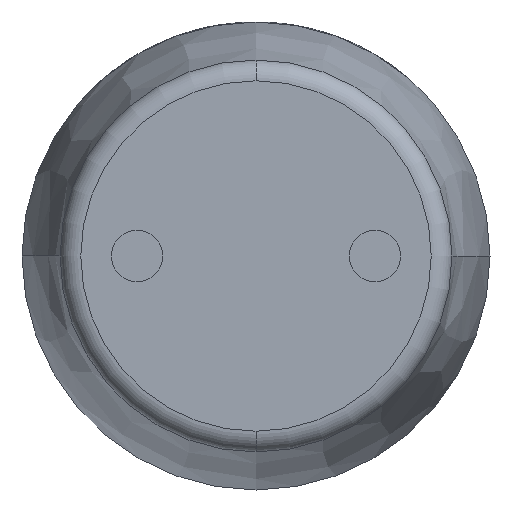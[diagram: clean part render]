
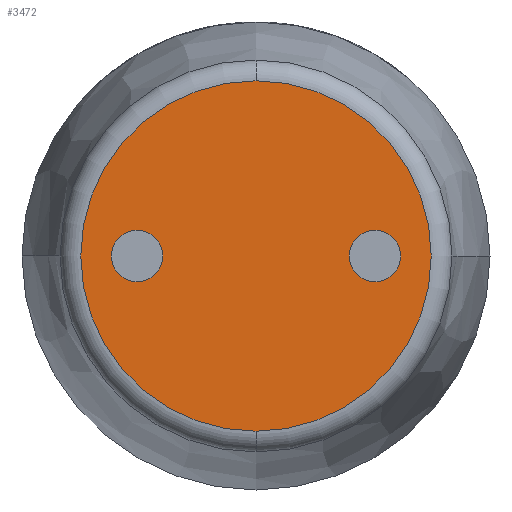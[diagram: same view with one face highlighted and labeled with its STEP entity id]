
A CAD part, front view. The second image highlights one B-rep face of the part: STEP entity #3472.
In plain terms, the highlighted planar face has unit normal (0, -1, 0).
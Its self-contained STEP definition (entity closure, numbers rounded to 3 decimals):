
#19 = VERTEX_POINT ( 'NONE', #2610 ) ;
#32 = FACE_BOUND ( 'NONE', #2642, .T. ) ;
#39 = CIRCLE ( 'NONE', #615, 1.872 ) ;
#152 = ORIENTED_EDGE ( 'NONE', *, *, #1273, .F. ) ;
#383 = EDGE_LOOP ( 'NONE', ( #2036, #2978 ) ) ;
#430 = ORIENTED_EDGE ( 'NONE', *, *, #3400, .F. ) ;
#592 = VERTEX_POINT ( 'NONE', #2758 ) ;
#615 = AXIS2_PLACEMENT_3D ( 'NONE', #1067, #3063, #1358 ) ;
#626 = AXIS2_PLACEMENT_3D ( 'NONE', #1030, #2735, #1581 ) ;
#641 = CARTESIAN_POINT ( 'NONE',  ( -1.27, 0., 0. ) ) ;
#696 = CARTESIAN_POINT ( 'NONE',  ( -1.27, 0., 0. ) ) ;
#699 = EDGE_CURVE ( 'NONE', #3312, #592, #39, .T. ) ;
#908 = AXIS2_PLACEMENT_3D ( 'NONE', #1314, #1387, #3302 ) ;
#1028 = CIRCLE ( 'NONE', #3580, 0.275 ) ;
#1030 = CARTESIAN_POINT ( 'NONE',  ( 0., 0., 0. ) ) ;
#1031 = VERTEX_POINT ( 'NONE', #3014 ) ;
#1067 = CARTESIAN_POINT ( 'NONE',  ( 0., 0., 0. ) ) ;
#1273 = EDGE_CURVE ( 'NONE', #3039, #19, #1028, .T. ) ;
#1314 = CARTESIAN_POINT ( 'NONE',  ( 1.27, 0., 0. ) ) ;
#1319 = DIRECTION ( 'NONE',  ( 0., 0., 1. ) ) ;
#1358 = DIRECTION ( 'NONE',  ( 0., 0., 1. ) ) ;
#1387 = DIRECTION ( 'NONE',  ( 0., 1., 0. ) ) ;
#1510 = CIRCLE ( 'NONE', #908, 0.275 ) ;
#1581 = DIRECTION ( 'NONE',  ( 0., 0., 1. ) ) ;
#1614 = DIRECTION ( 'NONE',  ( 0., 0., -1. ) ) ;
#1771 = CIRCLE ( 'NONE', #2990, 0.275 ) ;
#1814 = AXIS2_PLACEMENT_3D ( 'NONE', #696, #3578, #2155 ) ;
#1886 = PLANE ( 'NONE',  #2776 ) ;
#1899 = CIRCLE ( 'NONE', #1814, 0.275 ) ;
#2036 = ORIENTED_EDGE ( 'NONE', *, *, #2411, .T. ) ;
#2127 = FACE_OUTER_BOUND ( 'NONE', #383, .T. ) ;
#2129 = DIRECTION ( 'NONE',  ( 0., 1., 0. ) ) ;
#2155 = DIRECTION ( 'NONE',  ( 0., 0., 1. ) ) ;
#2290 = ORIENTED_EDGE ( 'NONE', *, *, #2369, .T. ) ;
#2369 = EDGE_CURVE ( 'NONE', #1031, #3590, #1510, .T. ) ;
#2411 = EDGE_CURVE ( 'NONE', #592, #3312, #3615, .T. ) ;
#2517 = ORIENTED_EDGE ( 'NONE', *, *, #2530, .T. ) ;
#2530 = EDGE_CURVE ( 'NONE', #3590, #1031, #1771, .T. ) ;
#2558 = CARTESIAN_POINT ( 'NONE',  ( 1.27, 0., 0.275 ) ) ;
#2605 = DIRECTION ( 'NONE',  ( 0., -1., 0. ) ) ;
#2610 = CARTESIAN_POINT ( 'NONE',  ( -1.27, 0., -0.275 ) ) ;
#2642 = EDGE_LOOP ( 'NONE', ( #152, #430 ) ) ;
#2709 = FACE_BOUND ( 'NONE', #3106, .T. ) ;
#2730 = CARTESIAN_POINT ( 'NONE',  ( 0., 0., 0. ) ) ;
#2735 = DIRECTION ( 'NONE',  ( 0., -1., 0. ) ) ;
#2758 = CARTESIAN_POINT ( 'NONE',  ( 0., 0., -1.872 ) ) ;
#2776 = AXIS2_PLACEMENT_3D ( 'NONE', #2730, #2129, #1319 ) ;
#2978 = ORIENTED_EDGE ( 'NONE', *, *, #699, .T. ) ;
#2990 = AXIS2_PLACEMENT_3D ( 'NONE', #3069, #3032, #1614 ) ;
#3014 = CARTESIAN_POINT ( 'NONE',  ( 1.27, 0., -0.275 ) ) ;
#3032 = DIRECTION ( 'NONE',  ( 0., 1., 0. ) ) ;
#3035 = CARTESIAN_POINT ( 'NONE',  ( -1.27, 0., 0.275 ) ) ;
#3039 = VERTEX_POINT ( 'NONE', #3035 ) ;
#3063 = DIRECTION ( 'NONE',  ( 0., -1., 0. ) ) ;
#3069 = CARTESIAN_POINT ( 'NONE',  ( 1.27, 0., 0. ) ) ;
#3106 = EDGE_LOOP ( 'NONE', ( #2517, #2290 ) ) ;
#3302 = DIRECTION ( 'NONE',  ( 0., 0., -1. ) ) ;
#3312 = VERTEX_POINT ( 'NONE', #3712 ) ;
#3400 = EDGE_CURVE ( 'NONE', #19, #3039, #1899, .T. ) ;
#3472 = ADVANCED_FACE ( 'NONE', ( #2127, #2709, #32 ), #1886, .F. ) ;
#3492 = DIRECTION ( 'NONE',  ( 0., 0., 1. ) ) ;
#3578 = DIRECTION ( 'NONE',  ( 0., -1., 0. ) ) ;
#3580 = AXIS2_PLACEMENT_3D ( 'NONE', #641, #2605, #3492 ) ;
#3590 = VERTEX_POINT ( 'NONE', #2558 ) ;
#3615 = CIRCLE ( 'NONE', #626, 1.872 ) ;
#3712 = CARTESIAN_POINT ( 'NONE',  ( 0., 0., 1.872 ) ) ;
